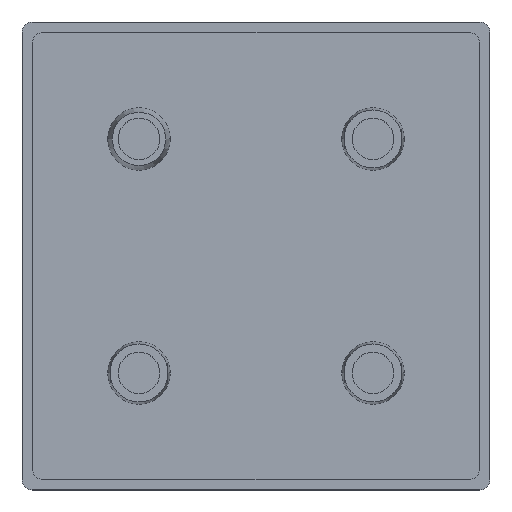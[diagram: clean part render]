
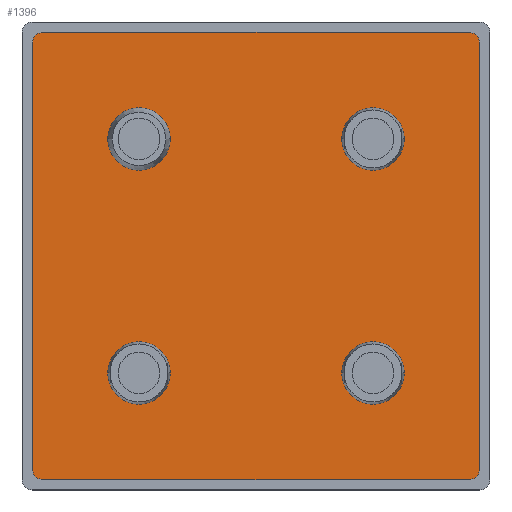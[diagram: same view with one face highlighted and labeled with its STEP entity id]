
A CAD part, top view. The second image highlights one B-rep face of the part: STEP entity #1396.
In plain terms, the highlighted planar face has unit normal (0, 0, 1).
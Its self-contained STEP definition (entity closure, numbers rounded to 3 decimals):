
#26 = AXIS2_PLACEMENT_3D ( 'NONE', #786, #785, #783 ) ;
#27 = AXIS2_PLACEMENT_3D ( 'NONE', #794, #792, #790 ) ;
#28 = AXIS2_PLACEMENT_3D ( 'NONE', #802, #801, #800 ) ;
#29 = AXIS2_PLACEMENT_3D ( 'NONE', #213, #204, #203 ) ;
#30 = AXIS2_PLACEMENT_3D ( 'NONE', #214, #221, #210 ) ;
#31 = AXIS2_PLACEMENT_3D ( 'NONE', #233, #234, #232 ) ;
#32 = AXIS2_PLACEMENT_3D ( 'NONE', #242, #240, #239 ) ;
#33 = AXIS2_PLACEMENT_3D ( 'NONE', #263, #260, #259 ) ;
#34 = AXIS2_PLACEMENT_3D ( 'NONE', #289, #295, #287 ) ;
#47 = AXIS2_PLACEMENT_3D ( 'NONE', #472, #469, #465 ) ;
#55 = AXIS2_PLACEMENT_3D ( 'NONE', #619, #618, #628 ) ;
#59 = AXIS2_PLACEMENT_3D ( 'NONE', #662, #654, #651 ) ;
#97 = EDGE_CURVE ( 'NONE', #1097, #1094, #842, .T. ) ;
#105 = EDGE_CURVE ( 'NONE', #1047, #1085, #827, .T. ) ;
#122 = EDGE_CURVE ( 'NONE', #1076, #1078, #1677, .T. ) ;
#141 = EDGE_CURVE ( 'NONE', #1122, #1065, #1703, .T. ) ;
#143 = EDGE_CURVE ( 'NONE', #1081, #1110, #1680, .T. ) ;
#144 = EDGE_CURVE ( 'NONE', #1110, #1055, #1669, .T. ) ;
#145 = EDGE_CURVE ( 'NONE', #1055, #1114, #1693, .T. ) ;
#146 = EDGE_CURVE ( 'NONE', #1114, #1113, #1670, .T. ) ;
#147 = EDGE_CURVE ( 'NONE', #1113, #1071, #1708, .T. ) ;
#148 = EDGE_CURVE ( 'NONE', #1071, #1072, #1710, .T. ) ;
#149 = EDGE_CURVE ( 'NONE', #1072, #1073, #1672, .T. ) ;
#150 = EDGE_CURVE ( 'NONE', #1073, #1081, #1675, .T. ) ;
#151 = EDGE_CURVE ( 'NONE', #1065, #1122, #1682, .T. ) ;
#152 = EDGE_CURVE ( 'NONE', #1078, #1076, #1698, .T. ) ;
#153 = EDGE_CURVE ( 'NONE', #1085, #1047, #1665, .T. ) ;
#154 = EDGE_CURVE ( 'NONE', #1094, #1097, #1691, .T. ) ;
#203 = DIRECTION ( 'NONE',  ( 1., 0., 0. ) ) ;
#204 = DIRECTION ( 'NONE',  ( 0., 0., 1. ) ) ;
#210 = DIRECTION ( 'NONE',  ( 1., 0., 0. ) ) ;
#213 = CARTESIAN_POINT ( 'NONE',  ( 22.128, -2.596, 3. ) ) ;
#214 = CARTESIAN_POINT ( 'NONE',  ( -41.372, -66.096, 3. ) ) ;
#221 = DIRECTION ( 'NONE',  ( 0., 0., 1. ) ) ;
#232 = DIRECTION ( 'NONE',  ( 1., 0., 0. ) ) ;
#233 = CARTESIAN_POINT ( 'NONE',  ( -41.372, 15.904, 3. ) ) ;
#234 = DIRECTION ( 'NONE',  ( 0., 0., 1. ) ) ;
#239 = DIRECTION ( 'NONE',  ( 1., 0., 0. ) ) ;
#240 = DIRECTION ( 'NONE',  ( 0., 0., 1. ) ) ;
#242 = CARTESIAN_POINT ( 'NONE',  ( 40.628, 15.904, 3. ) ) ;
#251 = DIRECTION ( 'NONE',  ( 0., -1., 0. ) ) ;
#259 = DIRECTION ( 'NONE',  ( 1., 0., 0. ) ) ;
#260 = DIRECTION ( 'NONE',  ( 0., 0., 1. ) ) ;
#263 = CARTESIAN_POINT ( 'NONE',  ( 40.628, -66.096, 3. ) ) ;
#264 = DIRECTION ( 'NONE',  ( -1., 0., 0. ) ) ;
#270 = CARTESIAN_POINT ( 'NONE',  ( -43.372, 17.904, 3. ) ) ;
#277 = CARTESIAN_POINT ( 'NONE',  ( -43.372, 17.904, 3. ) ) ;
#280 = DIRECTION ( 'NONE',  ( 1., 0., 0. ) ) ;
#281 = CARTESIAN_POINT ( 'NONE',  ( 42.628, 17.904, 3. ) ) ;
#282 = CARTESIAN_POINT ( 'NONE',  ( -43.372, -68.096, 3. ) ) ;
#287 = DIRECTION ( 'NONE',  ( 1., 0., 0. ) ) ;
#289 = CARTESIAN_POINT ( 'NONE',  ( 22.128, -2.596, 3. ) ) ;
#295 = DIRECTION ( 'NONE',  ( 0., 0., 1. ) ) ;
#302 = DIRECTION ( 'NONE',  ( 0., 1., 0. ) ) ;
#395 = DIRECTION ( 'NONE',  ( 1., 0., 0. ) ) ;
#397 = CARTESIAN_POINT ( 'NONE',  ( -43.372, -68.096, 3. ) ) ;
#399 = PLANE ( 'NONE',  #1335 ) ;
#408 = DIRECTION ( 'NONE',  ( 0., 0., 1. ) ) ;
#465 = DIRECTION ( 'NONE',  ( 1., 0., 0. ) ) ;
#469 = DIRECTION ( 'NONE',  ( 0., 0., 1. ) ) ;
#472 = CARTESIAN_POINT ( 'NONE',  ( -22.872, -2.596, 3. ) ) ;
#499 = CARTESIAN_POINT ( 'NONE',  ( 28.128, -2.596, 3. ) ) ;
#509 = CARTESIAN_POINT ( 'NONE',  ( 42.628, 15.904, 3. ) ) ;
#510 = CARTESIAN_POINT ( 'NONE',  ( 40.628, 17.904, 3. ) ) ;
#515 = CARTESIAN_POINT ( 'NONE',  ( 40.628, -68.096, 3. ) ) ;
#534 = CARTESIAN_POINT ( 'NONE',  ( 28.128, -47.596, 3. ) ) ;
#537 = CARTESIAN_POINT ( 'NONE',  ( 16.128, -47.596, 3. ) ) ;
#546 = CARTESIAN_POINT ( 'NONE',  ( -28.872, -47.596, 3. ) ) ;
#550 = CARTESIAN_POINT ( 'NONE',  ( -41.372, -68.096, 3. ) ) ;
#554 = CARTESIAN_POINT ( 'NONE',  ( -28.872, -2.596, 3. ) ) ;
#557 = CARTESIAN_POINT ( 'NONE',  ( -16.872, -2.596, 3. ) ) ;
#560 = CARTESIAN_POINT ( 'NONE',  ( -43.372, -66.096, 3. ) ) ;
#561 = CARTESIAN_POINT ( 'NONE',  ( -43.372, 15.904, 3. ) ) ;
#562 = CARTESIAN_POINT ( 'NONE',  ( -41.372, 17.904, 3. ) ) ;
#570 = CARTESIAN_POINT ( 'NONE',  ( 16.128, -2.596, 3. ) ) ;
#582 = CARTESIAN_POINT ( 'NONE',  ( 42.628, -66.096, 3. ) ) ;
#589 = CARTESIAN_POINT ( 'NONE',  ( -16.872, -47.596, 3. ) ) ;
#618 = DIRECTION ( 'NONE',  ( 0., 0., 1. ) ) ;
#619 = CARTESIAN_POINT ( 'NONE',  ( -22.872, -47.596, 3. ) ) ;
#628 = DIRECTION ( 'NONE',  ( 1., 0., 0. ) ) ;
#651 = DIRECTION ( 'NONE',  ( 1., 0., 0. ) ) ;
#654 = DIRECTION ( 'NONE',  ( 0., 0., 1. ) ) ;
#662 = CARTESIAN_POINT ( 'NONE',  ( 22.128, -47.596, 3. ) ) ;
#783 = DIRECTION ( 'NONE',  ( 1., 0., 0. ) ) ;
#785 = DIRECTION ( 'NONE',  ( 0., 0., 1. ) ) ;
#786 = CARTESIAN_POINT ( 'NONE',  ( 22.128, -47.596, 3. ) ) ;
#790 = DIRECTION ( 'NONE',  ( 1., 0., 0. ) ) ;
#792 = DIRECTION ( 'NONE',  ( 0., 0., 1. ) ) ;
#794 = CARTESIAN_POINT ( 'NONE',  ( -22.872, -47.596, 3. ) ) ;
#800 = DIRECTION ( 'NONE',  ( 1., 0., 0. ) ) ;
#801 = DIRECTION ( 'NONE',  ( 0., 0., 1. ) ) ;
#802 = CARTESIAN_POINT ( 'NONE',  ( -22.872, -2.596, 3. ) ) ;
#827 = CIRCLE ( 'NONE', #55, 6. ) ;
#842 = CIRCLE ( 'NONE', #59, 6. ) ;
#1047 = VERTEX_POINT ( 'NONE', #589 ) ;
#1055 = VERTEX_POINT ( 'NONE', #582 ) ;
#1065 = VERTEX_POINT ( 'NONE', #570 ) ;
#1071 = VERTEX_POINT ( 'NONE', #562 ) ;
#1072 = VERTEX_POINT ( 'NONE', #561 ) ;
#1073 = VERTEX_POINT ( 'NONE', #560 ) ;
#1076 = VERTEX_POINT ( 'NONE', #557 ) ;
#1078 = VERTEX_POINT ( 'NONE', #554 ) ;
#1081 = VERTEX_POINT ( 'NONE', #550 ) ;
#1085 = VERTEX_POINT ( 'NONE', #546 ) ;
#1094 = VERTEX_POINT ( 'NONE', #537 ) ;
#1097 = VERTEX_POINT ( 'NONE', #534 ) ;
#1110 = VERTEX_POINT ( 'NONE', #515 ) ;
#1113 = VERTEX_POINT ( 'NONE', #510 ) ;
#1114 = VERTEX_POINT ( 'NONE', #509 ) ;
#1122 = VERTEX_POINT ( 'NONE', #499 ) ;
#1176 = ORIENTED_EDGE ( 'NONE', *, *, #143, .T. ) ;
#1177 = ORIENTED_EDGE ( 'NONE', *, *, #144, .T. ) ;
#1178 = ORIENTED_EDGE ( 'NONE', *, *, #145, .T. ) ;
#1179 = ORIENTED_EDGE ( 'NONE', *, *, #146, .T. ) ;
#1180 = ORIENTED_EDGE ( 'NONE', *, *, #147, .T. ) ;
#1181 = ORIENTED_EDGE ( 'NONE', *, *, #148, .T. ) ;
#1182 = ORIENTED_EDGE ( 'NONE', *, *, #149, .T. ) ;
#1183 = ORIENTED_EDGE ( 'NONE', *, *, #150, .T. ) ;
#1184 = ORIENTED_EDGE ( 'NONE', *, *, #151, .F. ) ;
#1185 = ORIENTED_EDGE ( 'NONE', *, *, #141, .F. ) ;
#1186 = ORIENTED_EDGE ( 'NONE', *, *, #152, .F. ) ;
#1187 = ORIENTED_EDGE ( 'NONE', *, *, #122, .F. ) ;
#1188 = ORIENTED_EDGE ( 'NONE', *, *, #153, .F. ) ;
#1189 = ORIENTED_EDGE ( 'NONE', *, *, #105, .F. ) ;
#1190 = ORIENTED_EDGE ( 'NONE', *, *, #154, .F. ) ;
#1191 = ORIENTED_EDGE ( 'NONE', *, *, #97, .F. ) ;
#1204 = EDGE_LOOP ( 'NONE', ( #1176, #1177, #1178, #1179, #1180, #1181, #1182, #1183 ) ) ;
#1213 = EDGE_LOOP ( 'NONE', ( #1186, #1187 ) ) ;
#1220 = EDGE_LOOP ( 'NONE', ( #1188, #1189 ) ) ;
#1228 = EDGE_LOOP ( 'NONE', ( #1184, #1185 ) ) ;
#1230 = EDGE_LOOP ( 'NONE', ( #1190, #1191 ) ) ;
#1335 = AXIS2_PLACEMENT_3D ( 'NONE', #397, #408, #395 ) ;
#1396 = ADVANCED_FACE ( 'NONE', ( #1558, #1560, #1556, #1562, #1555 ), #399, .T. ) ;
#1555 = FACE_BOUND ( 'NONE', #1230, .T. ) ;
#1556 = FACE_BOUND ( 'NONE', #1213, .T. ) ;
#1558 = FACE_OUTER_BOUND ( 'NONE', #1204, .T. ) ;
#1560 = FACE_BOUND ( 'NONE', #1228, .T. ) ;
#1562 = FACE_BOUND ( 'NONE', #1220, .T. ) ;
#1664 = VECTOR ( 'NONE', #251, 1000. ) ;
#1665 = CIRCLE ( 'NONE', #27, 6. ) ;
#1669 = CIRCLE ( 'NONE', #33, 2. ) ;
#1670 = CIRCLE ( 'NONE', #32, 2. ) ;
#1672 = LINE ( 'NONE', #270, #1664 ) ;
#1675 = CIRCLE ( 'NONE', #30, 2. ) ;
#1677 = CIRCLE ( 'NONE', #47, 6. ) ;
#1680 = LINE ( 'NONE', #282, #1696 ) ;
#1681 = VECTOR ( 'NONE', #264, 1000. ) ;
#1682 = CIRCLE ( 'NONE', #29, 6. ) ;
#1691 = CIRCLE ( 'NONE', #26, 6. ) ;
#1693 = LINE ( 'NONE', #281, #1713 ) ;
#1696 = VECTOR ( 'NONE', #280, 1000. ) ;
#1698 = CIRCLE ( 'NONE', #28, 6. ) ;
#1703 = CIRCLE ( 'NONE', #34, 6. ) ;
#1708 = LINE ( 'NONE', #277, #1681 ) ;
#1710 = CIRCLE ( 'NONE', #31, 2. ) ;
#1713 = VECTOR ( 'NONE', #302, 1000. ) ;
